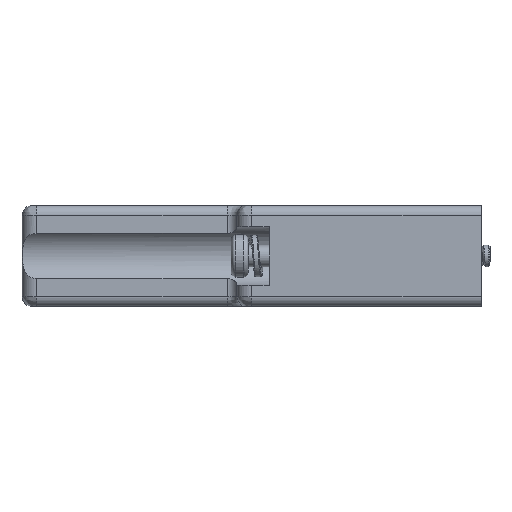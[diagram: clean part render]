
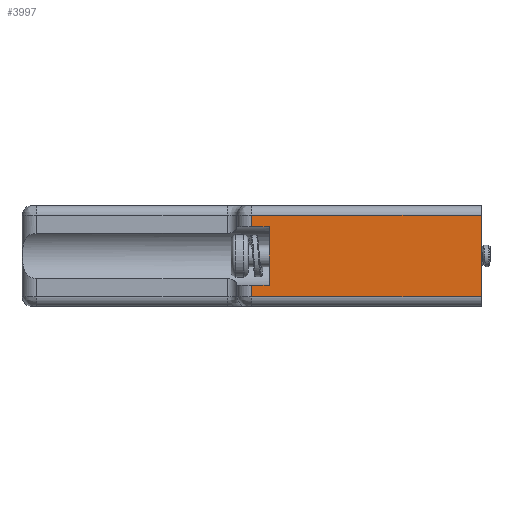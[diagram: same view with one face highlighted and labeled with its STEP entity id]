
A CAD part, left-side view. The second image highlights one B-rep face of the part: STEP entity #3997.
In plain terms, the highlighted planar face has unit normal (-1, 0, 0).
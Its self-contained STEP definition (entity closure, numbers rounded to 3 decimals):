
#3872=CARTESIAN_POINT('',(-20.625,19.7,8.15));
#3873=VERTEX_POINT('',#3872);
#3891=CARTESIAN_POINT('',(-20.625,19.7,2.15));
#3892=VERTEX_POINT('',#3891);
#3899=CARTESIAN_POINT('',(-20.625,19.7,8.15));
#3900=DIRECTION('',(0.,0.,-1.));
#3901=VECTOR('',#3900,6.);
#3902=LINE('',#3899,#3901);
#3903=EDGE_CURVE('',#3873,#3892,#3902,.T.);
#3916=CARTESIAN_POINT('',(-20.625,21.5,8.15));
#3917=VERTEX_POINT('',#3916);
#3925=CARTESIAN_POINT('',(-20.625,21.5,9.3));
#3926=VERTEX_POINT('',#3925);
#3927=CARTESIAN_POINT('',(-20.625,21.5,8.15));
#3928=DIRECTION('',(0.,0.,1.));
#3929=VECTOR('',#3928,1.15);
#3930=LINE('',#3927,#3929);
#3931=EDGE_CURVE('',#3917,#3926,#3930,.T.);
#3944=CARTESIAN_POINT('',(-20.625,10.5,5.15));
#3945=DIRECTION('',(0.,-1.,0.));
#3946=DIRECTION('',(-1.,0.,0.));
#3947=AXIS2_PLACEMENT_3D('',#3944,#3946,#3945);
#3948=PLANE('',#3947);
#3949=CARTESIAN_POINT('',(-20.625,-2.,9.3));
#3950=VERTEX_POINT('',#3949);
#3951=CARTESIAN_POINT('',(-20.625,-2.,9.3));
#3952=DIRECTION('',(0.,1.,0.));
#3953=VECTOR('',#3952,23.5);
#3954=LINE('',#3951,#3953);
#3955=EDGE_CURVE('',#3950,#3926,#3954,.T.);
#3956=ORIENTED_EDGE('',*,*,#3955,.T.);
#3957=ORIENTED_EDGE('',*,*,#3931,.F.);
#3958=CARTESIAN_POINT('',(-20.625,21.5,8.15));
#3959=DIRECTION('',(0.,-1.,0.));
#3960=VECTOR('',#3959,1.8);
#3961=LINE('',#3958,#3960);
#3962=EDGE_CURVE('',#3917,#3873,#3961,.T.);
#3963=ORIENTED_EDGE('',*,*,#3962,.T.);
#3964=ORIENTED_EDGE('',*,*,#3903,.T.);
#3965=CARTESIAN_POINT('',(-20.625,21.5,2.15));
#3966=VERTEX_POINT('',#3965);
#3967=CARTESIAN_POINT('',(-20.625,19.7,2.15));
#3968=DIRECTION('',(0.,1.,0.));
#3969=VECTOR('',#3968,1.8);
#3970=LINE('',#3967,#3969);
#3971=EDGE_CURVE('',#3892,#3966,#3970,.T.);
#3972=ORIENTED_EDGE('',*,*,#3971,.T.);
#3973=CARTESIAN_POINT('',(-20.625,21.5,1.));
#3974=VERTEX_POINT('',#3973);
#3975=CARTESIAN_POINT('',(-20.625,21.5,2.15));
#3976=DIRECTION('',(0.,0.,-1.));
#3977=VECTOR('',#3976,1.15);
#3978=LINE('',#3975,#3977);
#3979=EDGE_CURVE('',#3966,#3974,#3978,.T.);
#3980=ORIENTED_EDGE('',*,*,#3979,.T.);
#3981=CARTESIAN_POINT('',(-20.625,-2.,1.));
#3982=VERTEX_POINT('',#3981);
#3983=CARTESIAN_POINT('',(-20.625,21.5,1.));
#3984=DIRECTION('',(0.,-1.,0.));
#3985=VECTOR('',#3984,23.5);
#3986=LINE('',#3983,#3985);
#3987=EDGE_CURVE('',#3974,#3982,#3986,.T.);
#3988=ORIENTED_EDGE('',*,*,#3987,.T.);
#3989=CARTESIAN_POINT('',(-20.625,-2.,9.3));
#3990=DIRECTION('',(0.,0.,-1.));
#3991=VECTOR('',#3990,8.3);
#3992=LINE('',#3989,#3991);
#3993=EDGE_CURVE('',#3950,#3982,#3992,.T.);
#3994=ORIENTED_EDGE('',*,*,#3993,.F.);
#3995=EDGE_LOOP('',(#3956,#3957,#3963,#3964,#3972,#3980,#3988,#3994));
#3996=FACE_OUTER_BOUND('',#3995,.T.);
#3997=ADVANCED_FACE('',(#3996),#3948,.T.);
